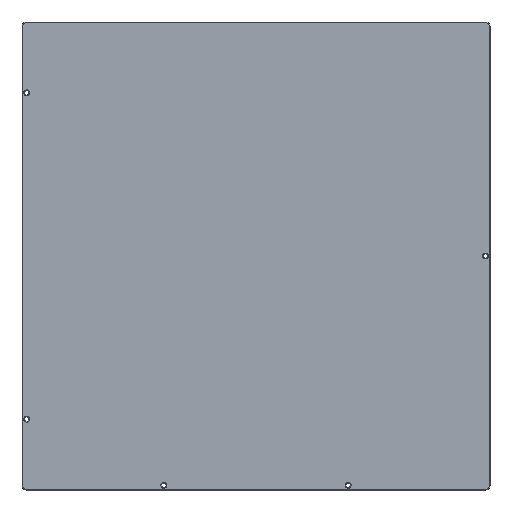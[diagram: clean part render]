
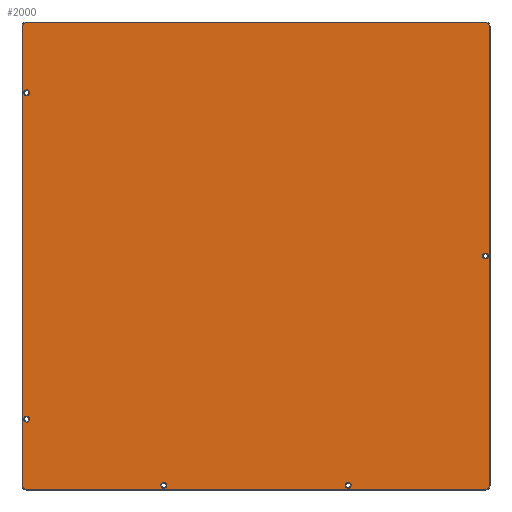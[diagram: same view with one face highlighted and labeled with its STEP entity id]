
A CAD part, front view. The second image highlights one B-rep face of the part: STEP entity #2000.
In plain terms, the highlighted planar face has unit normal (0, -1, 0).
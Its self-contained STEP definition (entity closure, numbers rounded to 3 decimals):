
#15=FACE_BOUND('',#301,.T.);
#16=FACE_BOUND('',#302,.T.);
#17=FACE_BOUND('',#303,.T.);
#18=FACE_BOUND('',#304,.T.);
#19=FACE_BOUND('',#305,.T.);
#88=PLANE('',#2197);
#179=FACE_OUTER_BOUND('',#300,.T.);
#300=EDGE_LOOP('',(#1649,#1650,#1651,#1652,#1653,#1654,#1655,#1656));
#301=EDGE_LOOP('',(#1657));
#302=EDGE_LOOP('',(#1658));
#303=EDGE_LOOP('',(#1659));
#304=EDGE_LOOP('',(#1660));
#305=EDGE_LOOP('',(#1661));
#420=CIRCLE('',#2195,2.1);
#422=CIRCLE('',#2198,2.5);
#423=CIRCLE('',#2199,2.5);
#424=CIRCLE('',#2200,2.5);
#425=CIRCLE('',#2201,2.5);
#426=CIRCLE('',#2202,2.1);
#427=CIRCLE('',#2203,2.1);
#428=CIRCLE('',#2204,2.1);
#429=CIRCLE('',#2205,2.1);
#592=LINE('',#3312,#787);
#593=LINE('',#3316,#788);
#594=LINE('',#3320,#789);
#595=LINE('',#3323,#790);
#787=VECTOR('',#2689,10.);
#788=VECTOR('',#2692,10.);
#789=VECTOR('',#2695,10.);
#790=VECTOR('',#2698,10.);
#969=VERTEX_POINT('',#3302);
#971=VERTEX_POINT('',#3308);
#972=VERTEX_POINT('',#3309);
#973=VERTEX_POINT('',#3311);
#974=VERTEX_POINT('',#3313);
#975=VERTEX_POINT('',#3315);
#976=VERTEX_POINT('',#3317);
#977=VERTEX_POINT('',#3319);
#978=VERTEX_POINT('',#3321);
#979=VERTEX_POINT('',#3324);
#980=VERTEX_POINT('',#3326);
#981=VERTEX_POINT('',#3328);
#982=VERTEX_POINT('',#3330);
#1213=EDGE_CURVE('',#969,#969,#420,.T.);
#1216=EDGE_CURVE('',#971,#972,#422,.T.);
#1217=EDGE_CURVE('',#973,#971,#592,.T.);
#1218=EDGE_CURVE('',#974,#973,#423,.T.);
#1219=EDGE_CURVE('',#975,#974,#593,.T.);
#1220=EDGE_CURVE('',#976,#975,#424,.T.);
#1221=EDGE_CURVE('',#977,#976,#594,.T.);
#1222=EDGE_CURVE('',#978,#977,#425,.T.);
#1223=EDGE_CURVE('',#972,#978,#595,.T.);
#1224=EDGE_CURVE('',#979,#979,#426,.T.);
#1225=EDGE_CURVE('',#980,#980,#427,.T.);
#1226=EDGE_CURVE('',#981,#981,#428,.T.);
#1227=EDGE_CURVE('',#982,#982,#429,.T.);
#1649=ORIENTED_EDGE('',*,*,#1216,.F.);
#1650=ORIENTED_EDGE('',*,*,#1217,.F.);
#1651=ORIENTED_EDGE('',*,*,#1218,.F.);
#1652=ORIENTED_EDGE('',*,*,#1219,.F.);
#1653=ORIENTED_EDGE('',*,*,#1220,.F.);
#1654=ORIENTED_EDGE('',*,*,#1221,.F.);
#1655=ORIENTED_EDGE('',*,*,#1222,.F.);
#1656=ORIENTED_EDGE('',*,*,#1223,.F.);
#1657=ORIENTED_EDGE('',*,*,#1224,.F.);
#1658=ORIENTED_EDGE('',*,*,#1225,.F.);
#1659=ORIENTED_EDGE('',*,*,#1226,.F.);
#1660=ORIENTED_EDGE('',*,*,#1227,.F.);
#1661=ORIENTED_EDGE('',*,*,#1213,.F.);
#2000=ADVANCED_FACE('',(#179,#15,#16,#17,#18,#19),#88,.F.);
#2195=AXIS2_PLACEMENT_3D('',#3303,#2680,#2681);
#2197=AXIS2_PLACEMENT_3D('',#3307,#2685,#2686);
#2198=AXIS2_PLACEMENT_3D('',#3310,#2687,#2688);
#2199=AXIS2_PLACEMENT_3D('',#3314,#2690,#2691);
#2200=AXIS2_PLACEMENT_3D('',#3318,#2693,#2694);
#2201=AXIS2_PLACEMENT_3D('',#3322,#2696,#2697);
#2202=AXIS2_PLACEMENT_3D('',#3325,#2699,#2700);
#2203=AXIS2_PLACEMENT_3D('',#3327,#2701,#2702);
#2204=AXIS2_PLACEMENT_3D('',#3329,#2703,#2704);
#2205=AXIS2_PLACEMENT_3D('',#3331,#2705,#2706);
#2680=DIRECTION('center_axis',(0.,-1.,0.));
#2681=DIRECTION('ref_axis',(1.,0.,0.));
#2685=DIRECTION('center_axis',(0.,1.,0.));
#2686=DIRECTION('ref_axis',(1.,0.,0.));
#2687=DIRECTION('center_axis',(0.,1.,0.));
#2688=DIRECTION('ref_axis',(-0.707,0.,-0.707));
#2689=DIRECTION('',(-1.,0.,0.));
#2690=DIRECTION('center_axis',(0.,1.,0.));
#2691=DIRECTION('ref_axis',(0.707,0.,-0.707));
#2692=DIRECTION('',(0.,0.,-1.));
#2693=DIRECTION('center_axis',(0.,1.,0.));
#2694=DIRECTION('ref_axis',(0.707,0.,0.707));
#2695=DIRECTION('',(1.,0.,0.));
#2696=DIRECTION('center_axis',(0.,1.,0.));
#2697=DIRECTION('ref_axis',(-0.707,0.,0.707));
#2698=DIRECTION('',(0.,0.,1.));
#2699=DIRECTION('center_axis',(0.,-1.,0.));
#2700=DIRECTION('ref_axis',(1.,0.,0.));
#2701=DIRECTION('center_axis',(0.,-1.,0.));
#2702=DIRECTION('ref_axis',(1.,0.,0.));
#2703=DIRECTION('center_axis',(0.,-1.,0.));
#2704=DIRECTION('ref_axis',(1.,0.,0.));
#2705=DIRECTION('center_axis',(0.,-1.,0.));
#2706=DIRECTION('ref_axis',(1.,0.,0.));
#3302=CARTESIAN_POINT('',(-163.85,-6.35,115.));
#3303=CARTESIAN_POINT('Origin',(-161.75,-6.35,115.));
#3307=CARTESIAN_POINT('Origin',(0.,-6.35,0.));
#3308=CARTESIAN_POINT('',(-162.,-6.35,-164.5));
#3309=CARTESIAN_POINT('',(-164.5,-6.35,-162.));
#3310=CARTESIAN_POINT('Origin',(-162.,-6.35,-162.));
#3311=CARTESIAN_POINT('',(162.,-6.35,-164.5));
#3312=CARTESIAN_POINT('',(-82.5,-6.35,-164.5));
#3313=CARTESIAN_POINT('',(164.5,-6.35,-162.));
#3314=CARTESIAN_POINT('Origin',(162.,-6.35,-162.));
#3315=CARTESIAN_POINT('',(164.5,-6.35,162.));
#3316=CARTESIAN_POINT('',(164.5,-6.35,-82.5));
#3317=CARTESIAN_POINT('',(162.,-6.35,164.5));
#3318=CARTESIAN_POINT('Origin',(162.,-6.35,162.));
#3319=CARTESIAN_POINT('',(-162.,-6.35,164.5));
#3320=CARTESIAN_POINT('',(82.5,-6.35,164.5));
#3321=CARTESIAN_POINT('',(-164.5,-6.35,162.));
#3322=CARTESIAN_POINT('Origin',(-162.,-6.35,162.));
#3323=CARTESIAN_POINT('',(-164.5,-6.35,82.5));
#3324=CARTESIAN_POINT('',(-67.1,-6.35,-161.75));
#3325=CARTESIAN_POINT('Origin',(-65.,-6.35,-161.75));
#3326=CARTESIAN_POINT('',(159.65,-6.35,0.));
#3327=CARTESIAN_POINT('Origin',(161.75,-6.35,0.));
#3328=CARTESIAN_POINT('',(-163.85,-6.35,-115.));
#3329=CARTESIAN_POINT('Origin',(-161.75,-6.35,-115.));
#3330=CARTESIAN_POINT('',(62.9,-6.35,-161.75));
#3331=CARTESIAN_POINT('Origin',(65.,-6.35,-161.75));
